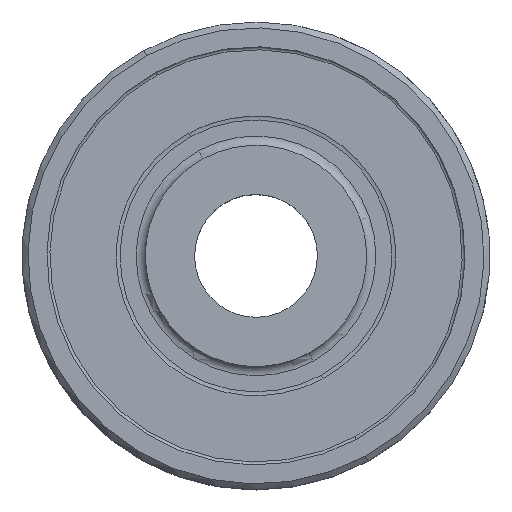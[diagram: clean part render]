
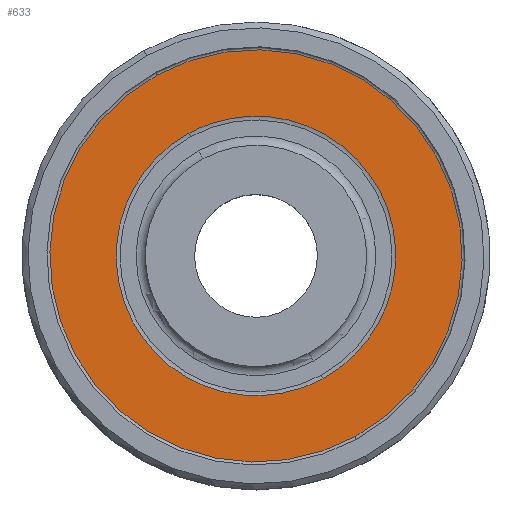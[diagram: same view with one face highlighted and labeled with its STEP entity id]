
A CAD part, top view. The second image highlights one B-rep face of the part: STEP entity #633.
In plain terms, the highlighted planar face has unit normal (0, 0, 1).
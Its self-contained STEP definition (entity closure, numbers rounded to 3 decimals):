
#458=AXIS2_PLACEMENT_3D('Circle Axis2P3D',#456,#457,$) ;
#484=AXIS2_PLACEMENT_3D('Circle Axis2P3D',#482,#483,$) ;
#573=AXIS2_PLACEMENT_3D('Plane Axis2P3D',#570,#571,#572) ;
#453=CARTESIAN_POINT('Vertex',(6.761,-12.376,7.65)) ;
#456=CARTESIAN_POINT('Axis2P3D Location',(0.,0.,7.65)) ;
#460=CARTESIAN_POINT('Vertex',(-6.761,12.376,7.65)) ;
#482=CARTESIAN_POINT('Axis2P3D Location',(0.,0.,7.65)) ;
#570=CARTESIAN_POINT('Axis2P3D Location',(0.,14.102,7.65)) ;
#580=CARTESIAN_POINT('Control Point',(-4.583,8.39,7.65)) ;
#581=CARTESIAN_POINT('Control Point',(-5.472,7.904,7.65)) ;
#582=CARTESIAN_POINT('Control Point',(-6.296,7.301,7.65)) ;
#583=CARTESIAN_POINT('Control Point',(-7.035,6.592,7.65)) ;
#584=CARTESIAN_POINT('Control Point',(-8.308,4.994,7.65)) ;
#585=CARTESIAN_POINT('Control Point',(-9.122,3.12,7.65)) ;
#586=CARTESIAN_POINT('Control Point',(-9.402,2.135,7.65)) ;
#587=CARTESIAN_POINT('Control Point',(-9.693,0.112,7.65)) ;
#588=CARTESIAN_POINT('Control Point',(-9.449,-1.916,7.65)) ;
#589=CARTESIAN_POINT('Control Point',(-9.192,-2.908,7.65)) ;
#590=CARTESIAN_POINT('Control Point',(-8.422,-4.8,7.65)) ;
#591=CARTESIAN_POINT('Control Point',(-7.186,-6.427,7.65)) ;
#592=CARTESIAN_POINT('Control Point',(-6.463,-7.154,7.65)) ;
#593=CARTESIAN_POINT('Control Point',(-4.843,-8.398,7.65)) ;
#594=CARTESIAN_POINT('Control Point',(-2.954,-9.177,7.65)) ;
#595=CARTESIAN_POINT('Control Point',(-1.963,-9.439,7.65)) ;
#596=CARTESIAN_POINT('Control Point',(-0.006,-9.685,7.65)) ;
#597=CARTESIAN_POINT('Control Point',(1.949,-9.431,7.65)) ;
#598=CARTESIAN_POINT('Control Point',(2.872,-9.192,7.65)) ;
#599=CARTESIAN_POINT('Control Point',(3.755,-8.842,7.65)) ;
#600=CARTESIAN_POINT('Control Point',(4.583,-8.39,7.65)) ;
#601=CARTESIAN_POINT('Vertex',(-4.583,8.39,7.65)) ;
#603=CARTESIAN_POINT('Vertex',(4.583,-8.39,7.65)) ;
#607=CARTESIAN_POINT('Control Point',(4.583,-8.39,7.65)) ;
#608=CARTESIAN_POINT('Control Point',(5.472,-7.904,7.65)) ;
#609=CARTESIAN_POINT('Control Point',(6.296,-7.301,7.65)) ;
#610=CARTESIAN_POINT('Control Point',(7.035,-6.592,7.65)) ;
#611=CARTESIAN_POINT('Control Point',(8.308,-4.994,7.65)) ;
#612=CARTESIAN_POINT('Control Point',(9.122,-3.12,7.65)) ;
#613=CARTESIAN_POINT('Control Point',(9.402,-2.135,7.65)) ;
#614=CARTESIAN_POINT('Control Point',(9.693,-0.112,7.65)) ;
#615=CARTESIAN_POINT('Control Point',(9.449,1.916,7.65)) ;
#616=CARTESIAN_POINT('Control Point',(9.192,2.908,7.65)) ;
#617=CARTESIAN_POINT('Control Point',(8.422,4.8,7.65)) ;
#618=CARTESIAN_POINT('Control Point',(7.186,6.427,7.65)) ;
#619=CARTESIAN_POINT('Control Point',(6.463,7.154,7.65)) ;
#620=CARTESIAN_POINT('Control Point',(4.843,8.398,7.65)) ;
#621=CARTESIAN_POINT('Control Point',(2.954,9.177,7.65)) ;
#622=CARTESIAN_POINT('Control Point',(1.963,9.439,7.65)) ;
#623=CARTESIAN_POINT('Control Point',(0.006,9.685,7.65)) ;
#624=CARTESIAN_POINT('Control Point',(-1.949,9.431,7.65)) ;
#625=CARTESIAN_POINT('Control Point',(-2.872,9.192,7.65)) ;
#626=CARTESIAN_POINT('Control Point',(-3.755,8.842,7.65)) ;
#627=CARTESIAN_POINT('Control Point',(-4.583,8.39,7.65)) ;
#457=DIRECTION('Axis2P3D Direction',(0.,0.,1.)) ;
#483=DIRECTION('Axis2P3D Direction',(0.,0.,1.)) ;
#571=DIRECTION('Axis2P3D Direction',(0.,0.,1.)) ;
#572=DIRECTION('Axis2P3D XDirection',(1.,0.,0.)) ;
#576=ORIENTED_EDGE('',*,*,#486,.T.) ;
#577=ORIENTED_EDGE('',*,*,#462,.T.) ;
#630=ORIENTED_EDGE('',*,*,#605,.F.) ;
#631=ORIENTED_EDGE('',*,*,#628,.F.) ;
#632=FACE_BOUND('',#629,.T.) ;
#633=ADVANCED_FACE('NOCUT',(#578,#632),#574,.T.) ;
#579=B_SPLINE_CURVE_WITH_KNOTS('',5,(#580,#581,#582,#583,#584,#585,#586,#587,#588,#589,#590,#591,#592,#593,#594,#595,#596,#597,#598,#599,#600),.UNSPECIFIED.,.F.,.U.,(6,3,3,3,3,3,6),(0.,7.062,14.126,21.19,28.254,35.318,41.899),.UNSPECIFIED.) ;
#606=B_SPLINE_CURVE_WITH_KNOTS('',5,(#607,#608,#609,#610,#611,#612,#613,#614,#615,#616,#617,#618,#619,#620,#621,#622,#623,#624,#625,#626,#627),.UNSPECIFIED.,.F.,.U.,(6,3,3,3,3,3,6),(0.,7.062,14.126,21.19,28.254,35.318,41.899),.UNSPECIFIED.) ;
#459=CIRCLE('generated circle',#458,14.102) ;
#485=CIRCLE('generated circle',#484,14.102) ;
#462=EDGE_CURVE('',#461,#454,#459,.T.) ;
#486=EDGE_CURVE('',#454,#461,#485,.T.) ;
#605=EDGE_CURVE('',#602,#604,#579,.T.) ;
#628=EDGE_CURVE('',#604,#602,#606,.T.) ;
#575=EDGE_LOOP('',(#576,#577)) ;
#629=EDGE_LOOP('',(#630,#631)) ;
#578=FACE_OUTER_BOUND('',#575,.T.) ;
#574=PLANE('',#573) ;
#454=VERTEX_POINT('',#453) ;
#461=VERTEX_POINT('',#460) ;
#602=VERTEX_POINT('',#601) ;
#604=VERTEX_POINT('',#603) ;
